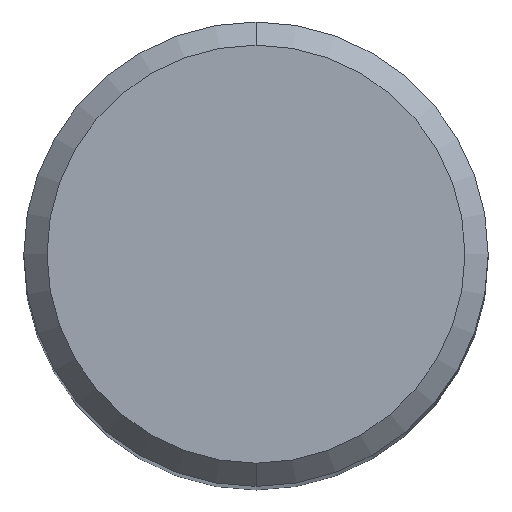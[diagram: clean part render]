
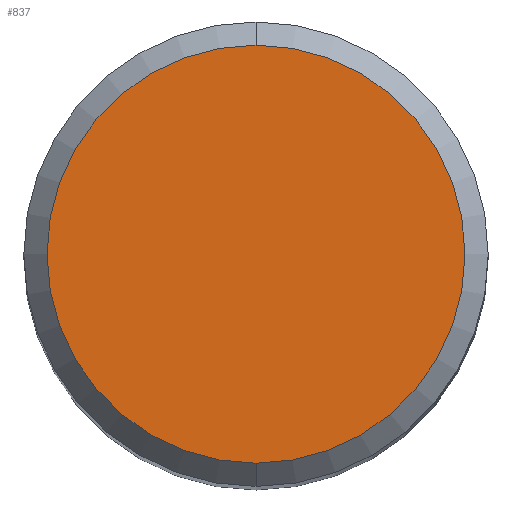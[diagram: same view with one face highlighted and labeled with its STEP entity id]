
A CAD part, top view. The second image highlights one B-rep face of the part: STEP entity #837.
In plain terms, the highlighted planar face has unit normal (0, 0, 1).
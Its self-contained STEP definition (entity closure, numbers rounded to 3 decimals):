
#541=VERTEX_POINT('',#1174);
#551=VERTEX_POINT('',#1184);
#723=EDGE_CURVE('',#551,#541,#1376,.T.);
#729=EDGE_CURVE('',#541,#551,#1383,.T.);
#837=ADVANCED_FACE('',(#1499),#1500,.T.);
#1174=CARTESIAN_POINT('',(0.,-5.4,0.0));
#1184=CARTESIAN_POINT('',(0.0,5.4,0.0));
#1376=CIRCLE('',#3813,5.4);
#1383=CIRCLE('',#3841,5.4);
#1499=FACE_OUTER_BOUND('',#5217,.T.);
#1500=PLANE('',#5218);
#3813=AXIS2_PLACEMENT_3D('',#6098,#6099,#6100);
#3841=AXIS2_PLACEMENT_3D('',#6110,#6111,#6112);
#5217=EDGE_LOOP('',(#6207,#6208));
#5218=AXIS2_PLACEMENT_3D('',#6209,#6210,#6211);
#6098=CARTESIAN_POINT('',(0.0,0.0,0.0));
#6099=DIRECTION('',(0.0,0.0,-1.0));
#6100=DIRECTION('',(0.0,1.0,0.0));
#6110=CARTESIAN_POINT('',(0.0,0.0,0.0));
#6111=DIRECTION('',(0.0,0.0,-1.0));
#6112=DIRECTION('',(0.0,1.0,0.0));
#6207=ORIENTED_EDGE('',*,*,#723,.F.);
#6208=ORIENTED_EDGE('',*,*,#729,.F.);
#6209=CARTESIAN_POINT('',(0.0,2.7,0.0));
#6210=DIRECTION('',(-0.0,0.0,1.0));
#6211=DIRECTION('',(0.0,-1.0,0.0));
